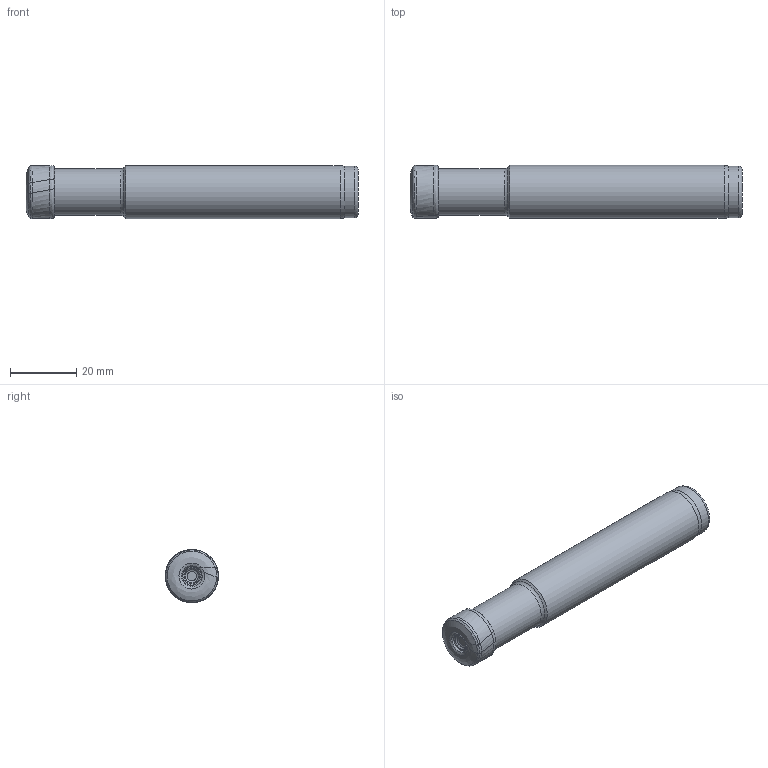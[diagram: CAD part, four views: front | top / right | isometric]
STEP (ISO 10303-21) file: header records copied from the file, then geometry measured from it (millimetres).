
FILE_DESCRIPTION(/* description */ (''),/* implementation_level */ '2;1');
FILE_NAME(/* name */ 'AHFM-BL0603-D16-C16-L100-Z02-H.stp',/* time_stamp */ '2023-10-21T14:20:33+03:00',/* author */ (''),/* organization */ (''),/* preprocessor_version */ 'ST-DEVELOPER v19.4',/* originating_system */ 'SIEMENS PLM Software NX2306.5001',/* authorisation */ '');
FILE_SCHEMA (('AUTOMOTIVE_DESIGN { 1 0 10303 214 3 1 1 1 }'));
Length unit declared in the file: millimetre
Products named in the file (1): AHFM-BL0603-D16-C16-L100-Z02-H-LIGHT_x_t_objects
Bounding box: 100 x 16.05 x 16.04 mm (x, y, z)
Volume: 19892.6 mm3; surface area: 5993.1 mm2
Topology: 2 solids, 2 shells, 40 faces, 77 edges, 39 vertices
Faces by surface type: bspline 25, torus 6, cone 4, cylinder 3, plane 2
Full cylindrical faces by diameter (mm): 14 x1, 15.5 x1, 16 x1
Entity records: 1363 total; most frequent: CARTESIAN_POINT 630, DIRECTION 154, ORIENTED_EDGE 126, AXIS2_PLACEMENT_3D 75, EDGE_CURVE 63, CIRCLE 59, EDGE_LOOP 54, ADVANCED_FACE 40
